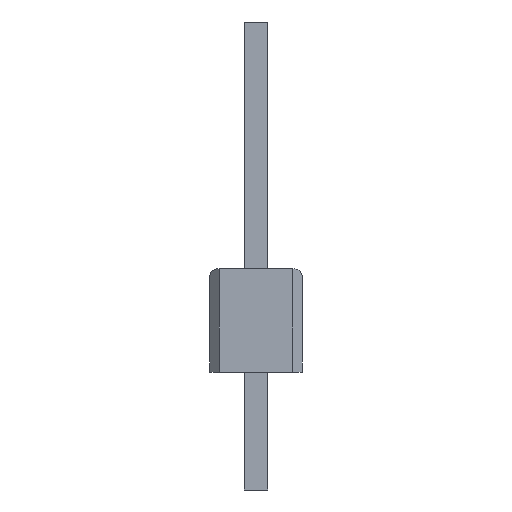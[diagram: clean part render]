
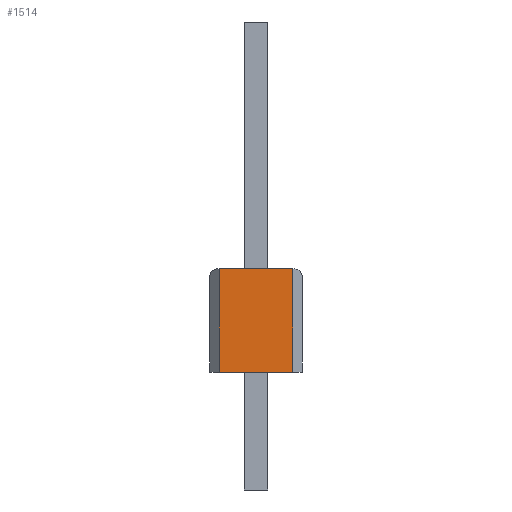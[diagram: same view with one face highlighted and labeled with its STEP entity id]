
A CAD part, left-side view. The second image highlights one B-rep face of the part: STEP entity #1514.
In plain terms, the highlighted planar face has unit normal (-1, 0, 0).
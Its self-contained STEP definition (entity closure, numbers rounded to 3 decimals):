
#134=DIRECTION('',(0.,0.,-1.));
#135=VECTOR('',#134,2.8);
#136=CARTESIAN_POINT('',(-6.35,1.,0.));
#137=LINE('',#136,#135);
#138=DIRECTION('',(0.,-1.,0.));
#139=VECTOR('',#138,2.);
#140=CARTESIAN_POINT('',(-6.35,1.,0.));
#141=LINE('',#140,#139);
#142=DIRECTION('',(0.,0.,-1.));
#143=VECTOR('',#142,2.8);
#144=CARTESIAN_POINT('',(-6.35,-1.,0.));
#145=LINE('',#144,#143);
#154=DIRECTION('',(0.,-1.,0.));
#155=VECTOR('',#154,2.);
#156=CARTESIAN_POINT('',(-6.35,1.,-2.8));
#157=LINE('',#156,#155);
#1326=CARTESIAN_POINT('',(-6.35,1.,0.));
#1327=CARTESIAN_POINT('',(-6.35,-1.,0.));
#1328=VERTEX_POINT('',#1326);
#1329=VERTEX_POINT('',#1327);
#1428=CARTESIAN_POINT('',(-6.35,1.,-2.8));
#1429=VERTEX_POINT('',#1428);
#1430=CARTESIAN_POINT('',(-6.35,-1.,-2.8));
#1431=VERTEX_POINT('',#1430);
#1499=CARTESIAN_POINT('',(-6.35,0.,0.));
#1500=DIRECTION('',(1.,0.,0.));
#1501=DIRECTION('',(0.,0.,-1.));
#1502=AXIS2_PLACEMENT_3D('',#1499,#1500,#1501);
#1503=PLANE('',#1502);
#1505=ORIENTED_EDGE('',*,*,#1504,.F.);
#1507=ORIENTED_EDGE('',*,*,#1506,.F.);
#1509=ORIENTED_EDGE('',*,*,#1508,.T.);
#1511=ORIENTED_EDGE('',*,*,#1510,.T.);
#1512=EDGE_LOOP('',(#1505,#1507,#1509,#1511));
#1513=FACE_OUTER_BOUND('',#1512,.F.);
#1504=EDGE_CURVE('',#1429,#1431,#157,.T.);
#1506=EDGE_CURVE('',#1328,#1429,#137,.T.);
#1508=EDGE_CURVE('',#1328,#1329,#141,.T.);
#1510=EDGE_CURVE('',#1329,#1431,#145,.T.);
#1514=ADVANCED_FACE('',(#1513),#1503,.F.);
